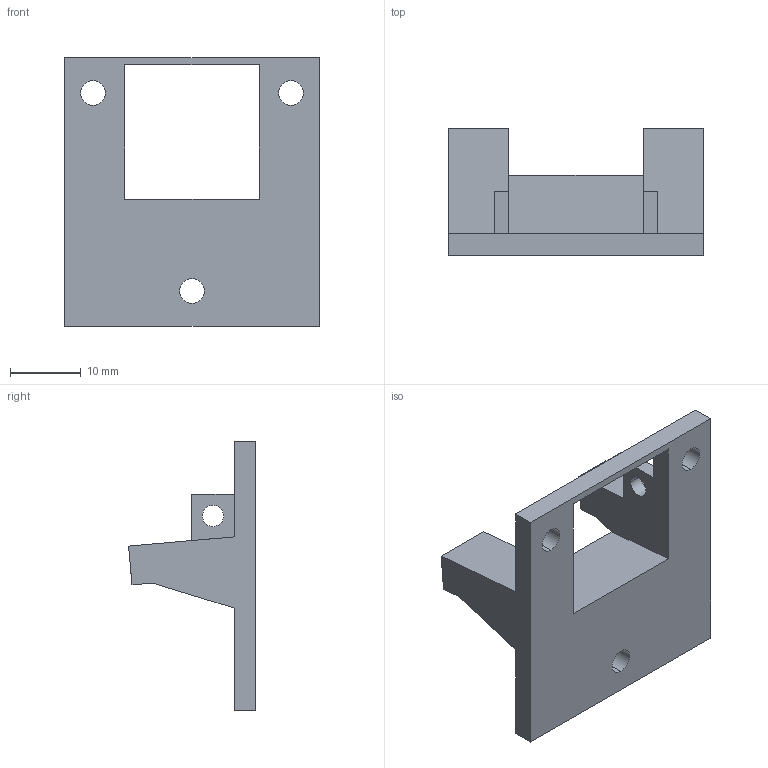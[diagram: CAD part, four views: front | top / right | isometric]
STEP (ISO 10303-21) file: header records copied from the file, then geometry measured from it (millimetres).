
FILE_DESCRIPTION (( 'STEP AP214' ), '1' );
FILE_NAME ('êðåïëåíèå äëÿ êàìåðû.STEP', '2025-05-06T14:36:30', ( '' ), ( '' ), 'SwSTEP 2.0', 'SolidWorks 2021', '' );
FILE_SCHEMA (( 'AUTOMOTIVE_DESIGN' ));
Length unit declared in the file: millimetre
Products named in the file (1): êðåïëåíèå äëÿ êàìåðû
Bounding box: 36 x 17.93 x 38 mm (x, y, z)
Volume: 5045.6 mm3; surface area: 4103.5 mm2
Topology: 1 solids, 1 shells, 40 faces, 111 edges, 74 vertices
Faces by surface type: plane 26, cylinder 14
Entity records: 1341 total; most frequent: CARTESIAN_POINT 226, ORIENTED_EDGE 222, DIRECTION 221, EDGE_CURVE 111, LINE 83, VECTOR 83, VERTEX_POINT 74, AXIS2_PLACEMENT_3D 69
